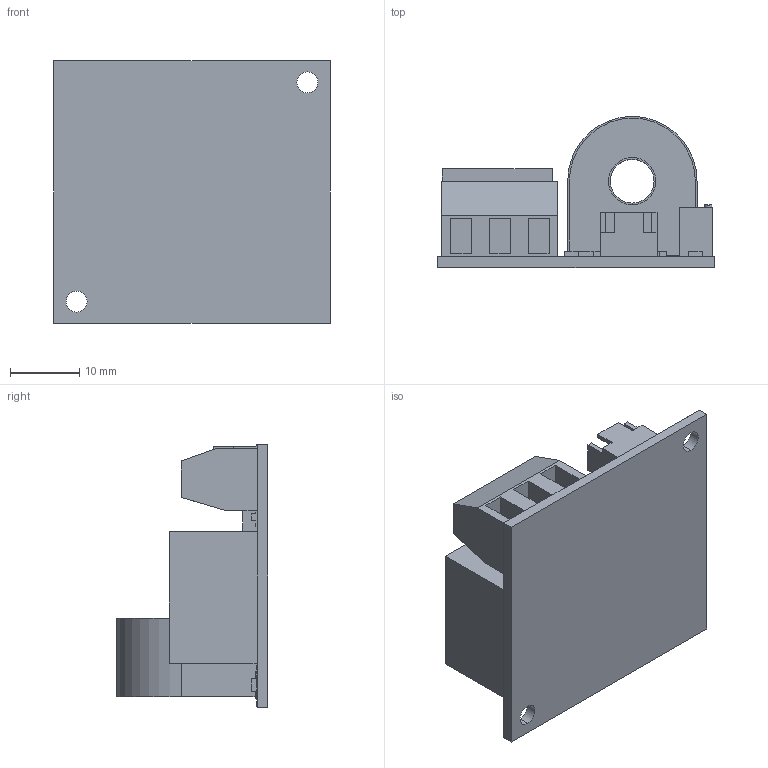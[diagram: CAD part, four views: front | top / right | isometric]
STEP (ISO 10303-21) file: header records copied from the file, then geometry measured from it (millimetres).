
FILE_DESCRIPTION (( 'STEP AP214' ), '1' );
FILE_NAME ('SRCN-C222-1_3D.STEP', '2022-04-22T20:28:28', ( '' ), ( '' ), 'SwSTEP 2.0', 'SolidWorks 2021', '' );
FILE_SCHEMA (( 'AUTOMOTIVE_DESIGN' ));
Length unit declared in the file: inch
Products named in the file (1): SRCN-C222-1_3D
Bounding box: 40 x 21.84 x 38 mm (x, y, z)
Volume: 11089.6 mm3; surface area: 7358.3 mm2
Topology: 1 solids, 1 shells, 300 faces, 792 edges, 528 vertices
Faces by surface type: plane 266, cylinder 34
Entity records: 13006 total; most frequent: CARTESIAN_POINT 1621, ORIENTED_EDGE 1584, DIRECTION 1490, EDGE_CURVE 792, LINE 696, VECTOR 696, VERTEX_POINT 528, AXIS2_PLACEMENT_3D 397
